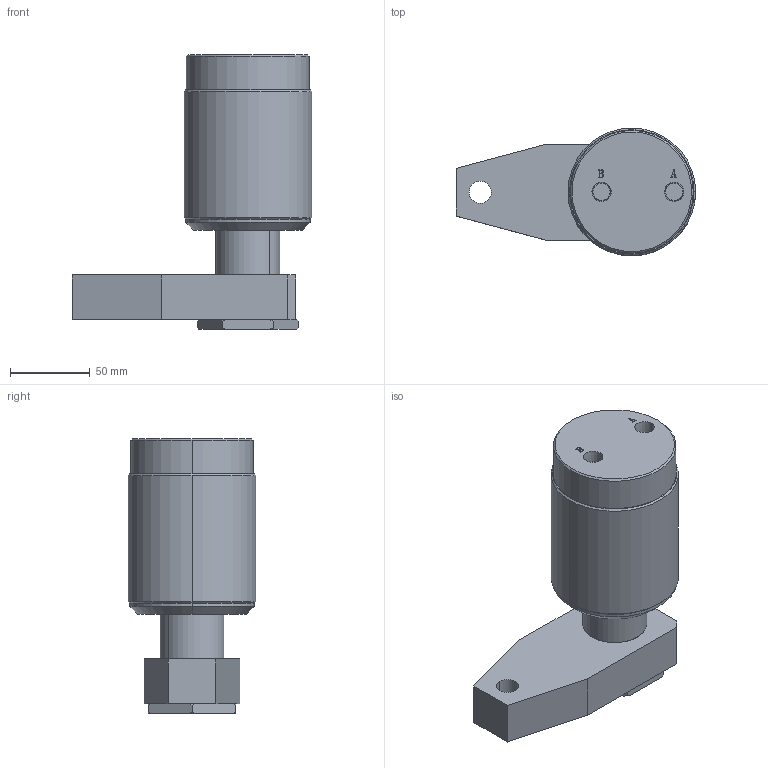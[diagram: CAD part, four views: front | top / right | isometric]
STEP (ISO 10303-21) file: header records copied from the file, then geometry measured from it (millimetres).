
FILE_DESCRIPTION (( 'STEP AP203' ), '1' );
FILE_NAME ('HPS-50DA.STEP', '2020-08-18T06:17:05', ( '微软用户' ), ( '微软中国' ), 'SwSTEP 2.0', 'SolidWorks 2012', '' );
FILE_SCHEMA (( 'CONFIG_CONTROL_DESIGN' ));
Length unit declared in the file: millimetre
Products named in the file (5): HPS-50鞠褒蹟譫; HPS-50DA; HPS-50揤旋; HPS-50活塞杆
Assembly tree (4 placements, depth 2):
  HPS-50DA
    HPS-50DA
    HPS-50活塞杆
    HPS-50鞠褒蹟譫
    HPS-50揤旋
Bounding box: 150 x 80 x 172 mm (x, y, z)
Volume: 743647.7 mm3; surface area: 101760.6 mm2
Topology: 4 solids, 4 shells, 160 faces, 379 edges, 244 vertices
Faces by surface type: plane 72, cone 36, cylinder 30, bspline 16, torus 6
Entity records: 5898 total; most frequent: CARTESIAN_POINT 1726, ORIENTED_EDGE 758, DIRECTION 737, EDGE_CURVE 379, AXIS2_PLACEMENT_3D 263, VERTEX_POINT 244, VECTOR 211, LINE 211
